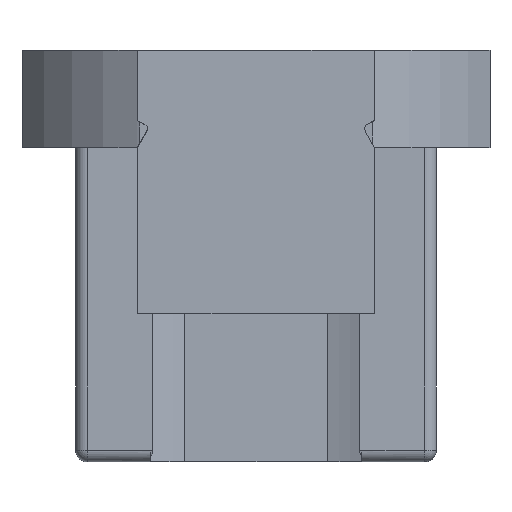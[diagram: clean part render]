
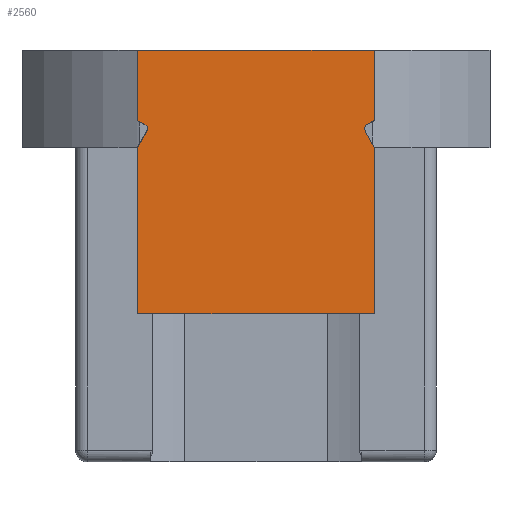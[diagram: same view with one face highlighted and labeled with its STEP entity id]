
A CAD part, left-side view. The second image highlights one B-rep face of the part: STEP entity #2560.
In plain terms, the highlighted planar face has unit normal (-1, 0, 0).
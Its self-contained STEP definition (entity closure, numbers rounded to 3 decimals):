
#51=(
BOUNDED_CURVE()
B_SPLINE_CURVE(2,(#3466,#3467,#3468),.UNSPECIFIED.,.F.,.F.)
B_SPLINE_CURVE_WITH_KNOTS((3,3),(0.,0.287),.UNSPECIFIED.)
CURVE()
GEOMETRIC_REPRESENTATION_ITEM()
RATIONAL_B_SPLINE_CURVE((1.,4.,1.))
REPRESENTATION_ITEM('')
);
#60=(
BOUNDED_CURVE()
B_SPLINE_CURVE(2,(#4341,#4342,#4343),.UNSPECIFIED.,.F.,.F.)
B_SPLINE_CURVE_WITH_KNOTS((3,3),(-0.296,0.),.UNSPECIFIED.)
CURVE()
GEOMETRIC_REPRESENTATION_ITEM()
RATIONAL_B_SPLINE_CURVE((1.,5.667,1.))
REPRESENTATION_ITEM('')
);
#153=PLANE('',#2756);
#284=FACE_OUTER_BOUND('',#432,.T.);
#432=EDGE_LOOP('',(#2363,#2364,#2365,#2366,#2367,#2368,#2369,#2370,#2371,
#2372));
#589=LINE('',#3889,#866);
#612=LINE('',#3960,#889);
#629=LINE('',#4334,#906);
#768=LINE('',#4717,#1045);
#776=LINE('',#4731,#1053);
#779=LINE('',#4736,#1056);
#781=LINE('',#4744,#1058);
#783=LINE('',#4762,#1060);
#866=VECTOR('',#2910,10.);
#889=VECTOR('',#2967,10.);
#906=VECTOR('',#2996,10.);
#1045=VECTOR('',#3347,10.);
#1053=VECTOR('',#3359,10.);
#1056=VECTOR('',#3366,10.);
#1058=VECTOR('',#3376,10.);
#1060=VECTOR('',#3382,10.);
#1079=VERTEX_POINT('',#3463);
#1080=VERTEX_POINT('',#3465);
#1148=VERTEX_POINT('',#3886);
#1149=VERTEX_POINT('',#3888);
#1179=VERTEX_POINT('',#3957);
#1180=VERTEX_POINT('',#3959);
#1193=VERTEX_POINT('',#4332);
#1301=VERTEX_POINT('',#4714);
#1302=VERTEX_POINT('',#4716);
#1306=VERTEX_POINT('',#4729);
#1321=EDGE_CURVE('',#1080,#1079,#51,.T.);
#1418=EDGE_CURVE('',#1148,#1149,#589,.T.);
#1454=EDGE_CURVE('',#1179,#1180,#612,.T.);
#1474=EDGE_CURVE('',#1148,#1193,#629,.T.);
#1475=EDGE_CURVE('',#1193,#1180,#60,.T.);
#1651=EDGE_CURVE('',#1301,#1302,#768,.T.);
#1659=EDGE_CURVE('',#1306,#1301,#776,.T.);
#1662=EDGE_CURVE('',#1179,#1302,#779,.T.);
#1666=EDGE_CURVE('',#1080,#1306,#781,.T.);
#1668=EDGE_CURVE('',#1149,#1079,#783,.T.);
#2363=ORIENTED_EDGE('',*,*,#1475,.T.);
#2364=ORIENTED_EDGE('',*,*,#1454,.F.);
#2365=ORIENTED_EDGE('',*,*,#1662,.T.);
#2366=ORIENTED_EDGE('',*,*,#1651,.F.);
#2367=ORIENTED_EDGE('',*,*,#1659,.F.);
#2368=ORIENTED_EDGE('',*,*,#1666,.F.);
#2369=ORIENTED_EDGE('',*,*,#1321,.T.);
#2370=ORIENTED_EDGE('',*,*,#1668,.F.);
#2371=ORIENTED_EDGE('',*,*,#1418,.F.);
#2372=ORIENTED_EDGE('',*,*,#1474,.T.);
#2560=ADVANCED_FACE('',(#284),#153,.T.);
#2756=AXIS2_PLACEMENT_3D('',#4761,#3380,#3381);
#2910=DIRECTION('',(0.,-1.,0.));
#2967=DIRECTION('',(0.,1.,0.));
#2996=DIRECTION('',(0.,0.,-1.));
#3347=DIRECTION('',(0.,1.,0.));
#3359=DIRECTION('',(0.,0.,-1.));
#3366=DIRECTION('',(0.,0.,-1.));
#3376=DIRECTION('',(0.,1.,0.));
#3380=DIRECTION('center_axis',(-1.,0.,0.));
#3381=DIRECTION('ref_axis',(0.,1.,0.));
#3382=DIRECTION('',(0.,0.,-1.));
#3463=CARTESIAN_POINT('',(-5.814,-10.006,-5.944));
#3465=CARTESIAN_POINT('',(-5.814,-10.006,-8.25));
#3466=CARTESIAN_POINT('Ctrl Pts',(-5.814,-10.006,-8.25));
#3467=CARTESIAN_POINT('Ctrl Pts',(-5.814,-9.,-6.5));
#3468=CARTESIAN_POINT('Ctrl Pts',(-5.814,-10.006,-5.944));
#3886=CARTESIAN_POINT('',(-5.814,10.043,0.));
#3888=CARTESIAN_POINT('',(-5.814,-10.006,0.));
#3889=CARTESIAN_POINT('',(-5.814,10.043,0.));
#3957=CARTESIAN_POINT('',(-5.814,9.992,-8.25));
#3959=CARTESIAN_POINT('',(-5.814,10.043,-8.25));
#3960=CARTESIAN_POINT('',(-5.814,10.043,-8.25));
#4332=CARTESIAN_POINT('',(-5.814,10.043,-5.97));
#4334=CARTESIAN_POINT('',(-5.814,10.043,0.));
#4341=CARTESIAN_POINT('Ctrl Pts',(-5.814,10.043,-5.97));
#4342=CARTESIAN_POINT('Ctrl Pts',(-5.814,9.,-6.5));
#4343=CARTESIAN_POINT('Ctrl Pts',(-5.814,10.043,-8.25));
#4714=CARTESIAN_POINT('',(-5.814,-10.,-22.3));
#4716=CARTESIAN_POINT('',(-5.814,9.992,-22.3));
#4717=CARTESIAN_POINT('',(-5.814,-5.002,-22.3));
#4729=CARTESIAN_POINT('',(-5.814,-10.,-8.25));
#4731=CARTESIAN_POINT('',(-5.814,-10.,-8.25));
#4736=CARTESIAN_POINT('',(-5.814,9.992,-8.25));
#4744=CARTESIAN_POINT('',(-5.814,10.043,-8.25));
#4761=CARTESIAN_POINT('Origin',(-5.814,-10.006,0.));
#4762=CARTESIAN_POINT('',(-5.814,-10.006,0.));
